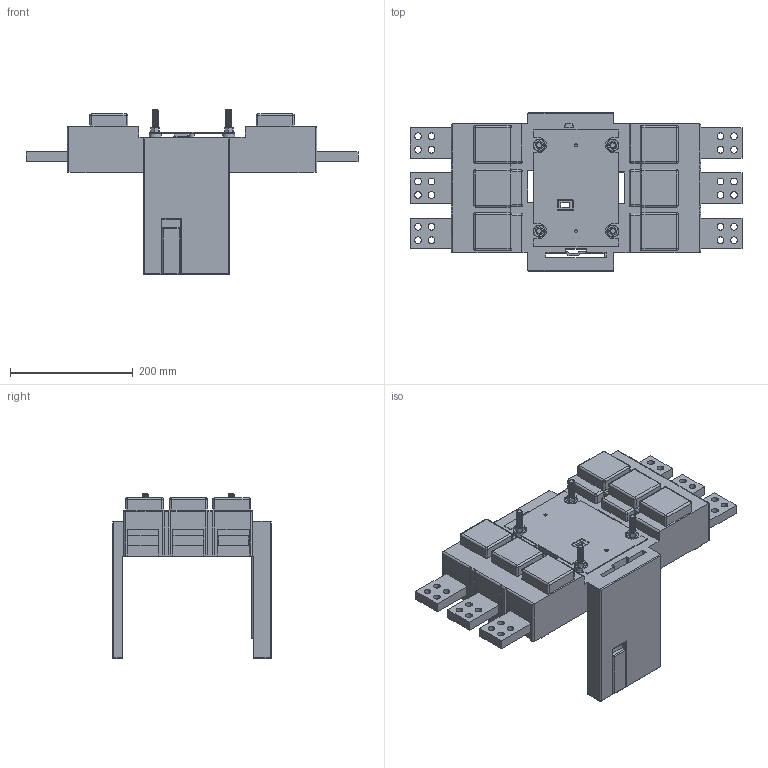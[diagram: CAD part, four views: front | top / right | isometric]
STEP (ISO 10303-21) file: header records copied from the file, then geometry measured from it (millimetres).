
FILE_DESCRIPTION (( 'STEP AP203' ), '1' );
FILE_NAME ('Ïàíåëü âûêàòíàÿ ÐÌ99-2-1600 ïåðåäíåãî ïðèñîåäèíåíèÿ..STEP', '2018-03-01T13:24:13', ( '' ), ( '' ), 'SwSTEP 2.0', 'SolidWorks 2017', '' );
FILE_SCHEMA (( 'CONFIG_CONTROL_DESIGN' ));
Products named in the file (1): Ïàíåëü âûêàòíàÿ ÐÌ99-2-1600 ïåðåäíåãî ïðèñîåäèíåíèÿ.
Bounding box: 541 x 258 x 269 mm (x, y, z)
Volume: 5480142 mm3; surface area: 808598.9 mm2
Topology: 6 solids, 6 shells, 1060 faces, 2801 edges, 1743 vertices
Faces by surface type: plane 556, cylinder 434, sphere 41, bspline 20, cone 9
Entity records: 46353 total; most frequent: CARTESIAN_POINT 21281, ORIENTED_EDGE 5520, DIRECTION 4845, EDGE_CURVE 2760, LINE 1855, VECTOR 1855, VERTEX_POINT 1743, AXIS2_PLACEMENT_3D 1495
